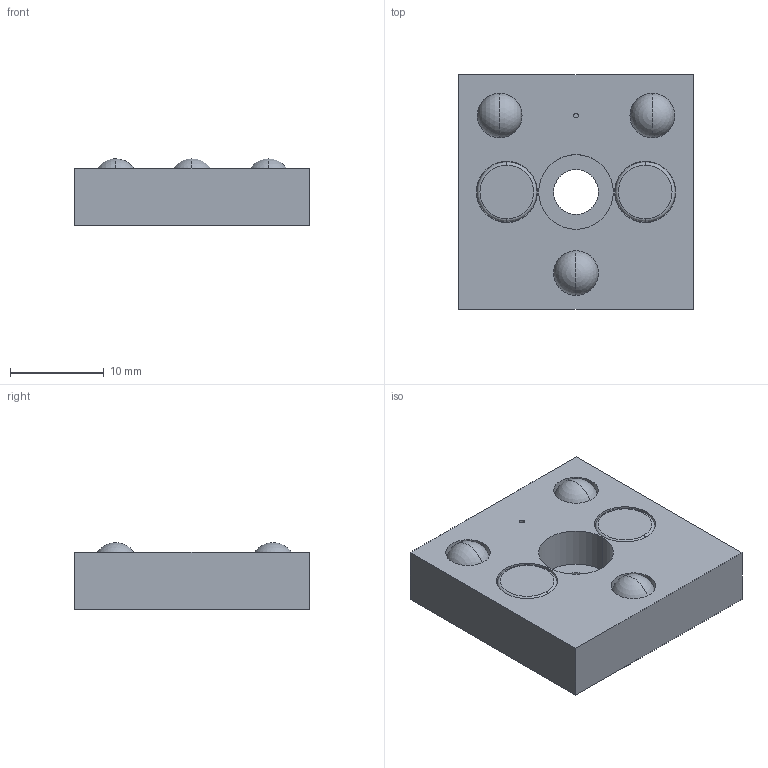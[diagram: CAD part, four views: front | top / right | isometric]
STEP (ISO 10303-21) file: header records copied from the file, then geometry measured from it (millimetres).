
FILE_DESCRIPTION (( 'STEP AP214' ), '1' );
FILE_NAME ('4248-E0W.STEP', '2011-06-30T14:56:03', ( 'Admin' ), ( '' ), 'SwSTEP 2.0', 'SolidWorks 2011', '' );
FILE_SCHEMA (( 'AUTOMOTIVE_DESIGN' ));
Length unit declared in the file: inch
Products named in the file (1): 4248-E0W
Bounding box: 24.99 x 24.99 x 7.1 mm (x, y, z)
Volume: 3551.3 mm3; surface area: 2675.5 mm2
Topology: 6 solids, 6 shells, 66 faces, 142 edges, 79 vertices
Faces by surface type: cylinder 24, plane 16, sphere 12, torus 8, cone 6
Entity records: 2579 total; most frequent: DIRECTION 328, CARTESIAN_POINT 258, ORIENTED_EDGE 236, AXIS2_PLACEMENT_3D 143, EDGE_CURVE 118, EDGE_LOOP 77, CIRCLE 76, LENGTH_MEASURE_WITH_UNIT 74
